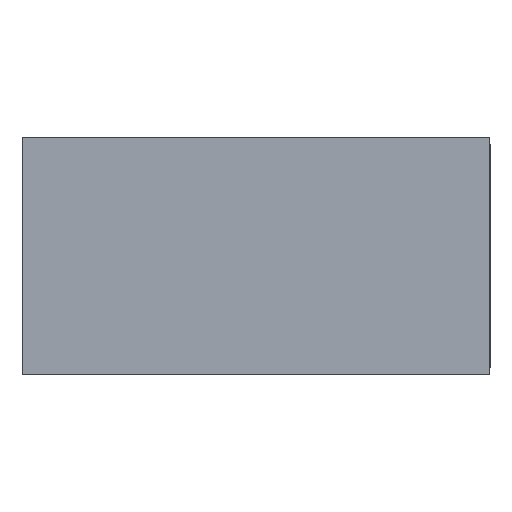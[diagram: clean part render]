
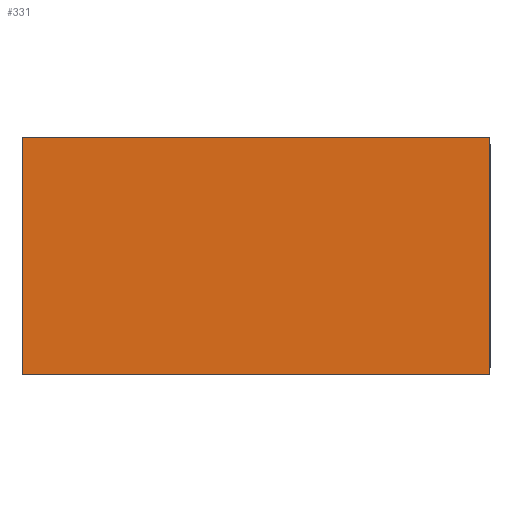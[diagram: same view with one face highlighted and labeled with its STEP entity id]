
A CAD part, top view. The second image highlights one B-rep face of the part: STEP entity #331.
In plain terms, the highlighted planar face has unit normal (0, 0, 1).
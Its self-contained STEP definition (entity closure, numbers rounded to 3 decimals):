
#38 = ORIENTED_EDGE ( 'NONE', *, *, #495, .F. ) ;
#44 = CARTESIAN_POINT ( 'NONE',  ( 3.15, 0., 0.64 ) ) ;
#45 = ORIENTED_EDGE ( 'NONE', *, *, #575, .F. ) ;
#53 = CARTESIAN_POINT ( 'NONE',  ( 0., -1.6, 0.64 ) ) ;
#96 = DIRECTION ( 'NONE',  ( 1., 0., 0. ) ) ;
#110 = ORIENTED_EDGE ( 'NONE', *, *, #254, .F. ) ;
#132 = CARTESIAN_POINT ( 'NONE',  ( 0., 0., 0.64 ) ) ;
#149 = VECTOR ( 'NONE', #395, 1000. ) ;
#169 = LINE ( 'NONE', #314, #490 ) ;
#172 = EDGE_LOOP ( 'NONE', ( #38, #630, #45, #110 ) ) ;
#183 = VERTEX_POINT ( 'NONE', #470 ) ;
#184 = CARTESIAN_POINT ( 'NONE',  ( 3.15, -1.6, 0.64 ) ) ;
#245 = VERTEX_POINT ( 'NONE', #366 ) ;
#247 = CARTESIAN_POINT ( 'NONE',  ( -3.15, 1.6, 0.64 ) ) ;
#254 = EDGE_CURVE ( 'NONE', #183, #345, #169, .T. ) ;
#255 = LINE ( 'NONE', #53, #149 ) ;
#257 = LINE ( 'NONE', #536, #302 ) ;
#302 = VECTOR ( 'NONE', #96, 1000. ) ;
#314 = CARTESIAN_POINT ( 'NONE',  ( -3.15, 0., 0.64 ) ) ;
#326 = DIRECTION ( 'NONE',  ( 0., 1., 0. ) ) ;
#331 = ADVANCED_FACE ( 'NONE', ( #388 ), #476, .T. ) ;
#345 = VERTEX_POINT ( 'NONE', #247 ) ;
#364 = EDGE_CURVE ( 'NONE', #245, #376, #519, .T. ) ;
#366 = CARTESIAN_POINT ( 'NONE',  ( 3.15, 1.6, 0.64 ) ) ;
#376 = VERTEX_POINT ( 'NONE', #184 ) ;
#388 = FACE_OUTER_BOUND ( 'NONE', #172, .T. ) ;
#390 = VECTOR ( 'NONE', #623, 1000. ) ;
#395 = DIRECTION ( 'NONE',  ( -1., 0., 0. ) ) ;
#470 = CARTESIAN_POINT ( 'NONE',  ( -3.15, -1.6, 0.64 ) ) ;
#476 = PLANE ( 'NONE',  #532 ) ;
#490 = VECTOR ( 'NONE', #326, 1000. ) ;
#495 = EDGE_CURVE ( 'NONE', #376, #183, #255, .T. ) ;
#519 = LINE ( 'NONE', #44, #390 ) ;
#532 = AXIS2_PLACEMENT_3D ( 'NONE', #132, #629, #581 ) ;
#536 = CARTESIAN_POINT ( 'NONE',  ( 0., 1.6, 0.64 ) ) ;
#575 = EDGE_CURVE ( 'NONE', #345, #245, #257, .T. ) ;
#581 = DIRECTION ( 'NONE',  ( 1., 0., 0. ) ) ;
#623 = DIRECTION ( 'NONE',  ( 0., -1., 0. ) ) ;
#629 = DIRECTION ( 'NONE',  ( 0., 0., 1. ) ) ;
#630 = ORIENTED_EDGE ( 'NONE', *, *, #364, .F. ) ;
